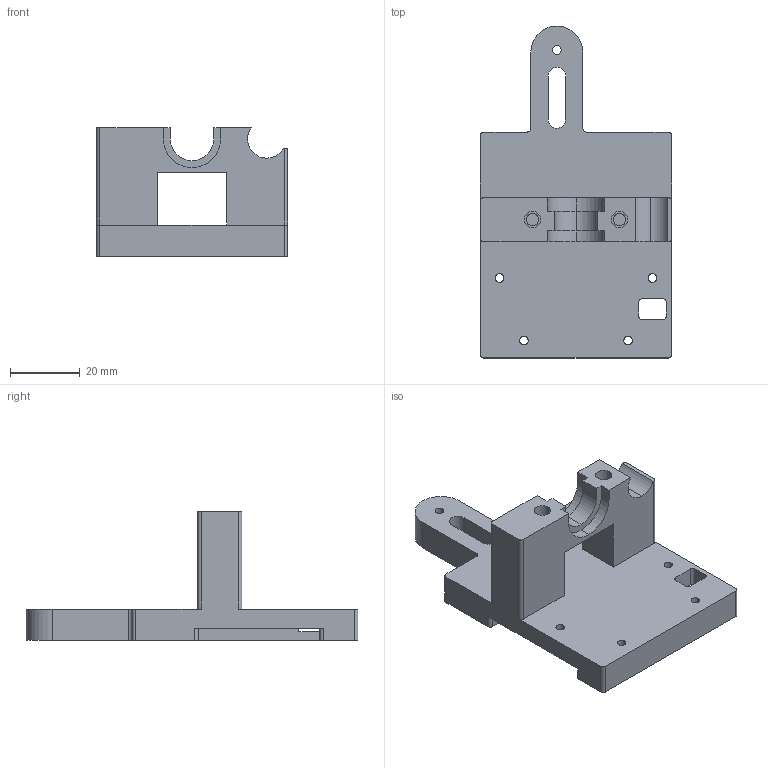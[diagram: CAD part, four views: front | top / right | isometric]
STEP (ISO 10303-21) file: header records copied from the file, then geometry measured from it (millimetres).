
FILE_DESCRIPTION (( 'STEP AP214' ), '1' );
FILE_NAME ('Extruder_Mount_1.0.STEP', '2017-06-22T10:42:16', ( '' ), ( '' ), 'SwSTEP 2.0', 'SolidWorks 2014', '' );
FILE_SCHEMA (( 'AUTOMOTIVE_DESIGN' ));
Length unit declared in the file: millimetre
Products named in the file (1): Extruder_Mount_1.0
Bounding box: 55 x 95.5 x 37 mm (x, y, z)
Volume: 43062.9 mm3; surface area: 16974.2 mm2
Topology: 1 solids, 1 shells, 141 faces, 384 edges, 255 vertices
Faces by surface type: cylinder 68, plane 67, torus 6
Entity records: 4575 total; most frequent: DIRECTION 819, CARTESIAN_POINT 781, ORIENTED_EDGE 768, EDGE_CURVE 384, AXIS2_PLACEMENT_3D 293, VERTEX_POINT 255, VECTOR 233, LINE 233
